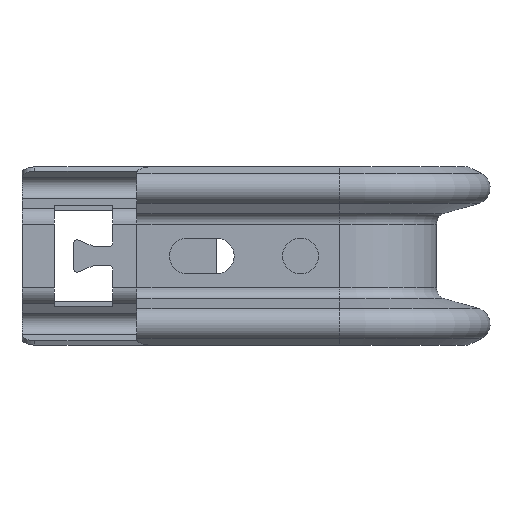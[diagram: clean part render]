
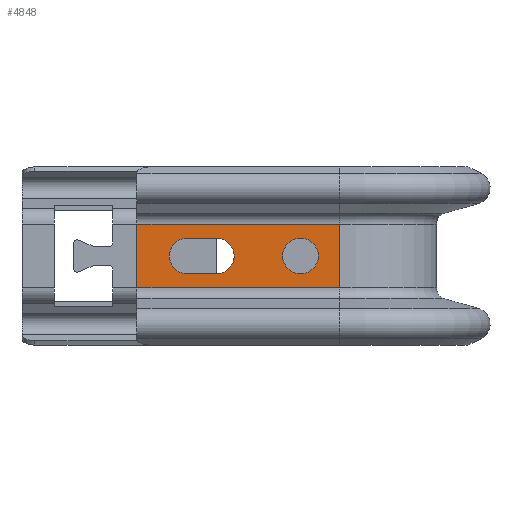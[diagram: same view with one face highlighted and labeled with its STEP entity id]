
A CAD part, front view. The second image highlights one B-rep face of the part: STEP entity #4848.
In plain terms, the highlighted planar face has unit normal (0, -1, 0).
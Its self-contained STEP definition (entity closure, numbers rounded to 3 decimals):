
#3 = ORIENTED_EDGE ( 'NONE', *, *, #3527, .T. ) ;
#32 = CARTESIAN_POINT ( 'NONE',  ( 98., -137., 9.862 ) ) ;
#153 = VERTEX_POINT ( 'NONE', #1214 ) ;
#188 = AXIS2_PLACEMENT_3D ( 'NONE', #4203, #2695, #1980 ) ;
#201 = VERTEX_POINT ( 'NONE', #32 ) ;
#235 = EDGE_CURVE ( 'NONE', #2456, #3270, #2821, .T. ) ;
#276 = VECTOR ( 'NONE', #3701, 1000. ) ;
#300 = ORIENTED_EDGE ( 'NONE', *, *, #828, .F. ) ;
#400 = EDGE_CURVE ( 'NONE', #3475, #2456, #2068, .T. ) ;
#602 = CARTESIAN_POINT ( 'NONE',  ( 60., -137., 5.5 ) ) ;
#667 = EDGE_CURVE ( 'NONE', #3331, #3475, #3124, .T. ) ;
#677 = CARTESIAN_POINT ( 'NONE',  ( 35.5, -137., 9.862 ) ) ;
#766 = ORIENTED_EDGE ( 'NONE', *, *, #1495, .F. ) ;
#828 = EDGE_CURVE ( 'NONE', #153, #3352, #4425, .T. ) ;
#894 = VECTOR ( 'NONE', #1681, 1000. ) ;
#980 = DIRECTION ( 'NONE',  ( 1., 0., 0. ) ) ;
#1070 = FACE_BOUND ( 'NONE', #3055, .T. ) ;
#1074 = CIRCLE ( 'NONE', #2726, 5.5 ) ;
#1076 = ORIENTED_EDGE ( 'NONE', *, *, #2449, .F. ) ;
#1095 = ORIENTED_EDGE ( 'NONE', *, *, #667, .F. ) ;
#1121 = ORIENTED_EDGE ( 'NONE', *, *, #400, .F. ) ;
#1207 = DIRECTION ( 'NONE',  ( 0., -1., 0. ) ) ;
#1214 = CARTESIAN_POINT ( 'NONE',  ( 91.5, -137., 0. ) ) ;
#1222 = AXIS2_PLACEMENT_3D ( 'NONE', #1694, #3238, #2014 ) ;
#1361 = DIRECTION ( 'NONE',  ( 0., -1., 0. ) ) ;
#1416 = DIRECTION ( 'NONE',  ( 1., 0., 0. ) ) ;
#1447 = FACE_OUTER_BOUND ( 'NONE', #3177, .T. ) ;
#1495 = EDGE_CURVE ( 'NONE', #3352, #153, #2796, .T. ) ;
#1498 = CARTESIAN_POINT ( 'NONE',  ( 98., -137., 9.862 ) ) ;
#1532 = CARTESIAN_POINT ( 'NONE',  ( 60., -137., -5.5 ) ) ;
#1651 = EDGE_CURVE ( 'NONE', #4723, #3724, #3291, .T. ) ;
#1681 = DIRECTION ( 'NONE',  ( -1., 0., 0. ) ) ;
#1694 = CARTESIAN_POINT ( 'NONE',  ( 86., -137., 0. ) ) ;
#1707 = CARTESIAN_POINT ( 'NONE',  ( 51., -137., 5.5 ) ) ;
#1813 = DIRECTION ( 'NONE',  ( -1., 0., 0. ) ) ;
#1823 = DIRECTION ( 'NONE',  ( 0., 0., 1. ) ) ;
#1890 = FACE_BOUND ( 'NONE', #3641, .T. ) ;
#1939 = EDGE_CURVE ( 'NONE', #201, #3724, #3157, .T. ) ;
#1980 = DIRECTION ( 'NONE',  ( 1., 0., 0. ) ) ;
#2014 = DIRECTION ( 'NONE',  ( 1., 0., 0. ) ) ;
#2048 = CARTESIAN_POINT ( 'NONE',  ( 60., -137., 0. ) ) ;
#2068 = CIRCLE ( 'NONE', #3786, 5.5 ) ;
#2183 = PLANE ( 'NONE',  #4141 ) ;
#2186 = CARTESIAN_POINT ( 'NONE',  ( 80.5, -137., 0. ) ) ;
#2192 = VECTOR ( 'NONE', #1823, 1000. ) ;
#2199 = CARTESIAN_POINT ( 'NONE',  ( 60., -137., 0. ) ) ;
#2255 = LINE ( 'NONE', #4137, #2192 ) ;
#2424 = CARTESIAN_POINT ( 'NONE',  ( 98., -137., 9.862 ) ) ;
#2449 = EDGE_CURVE ( 'NONE', #3766, #3331, #1074, .T. ) ;
#2456 = VERTEX_POINT ( 'NONE', #3538 ) ;
#2575 = AXIS2_PLACEMENT_3D ( 'NONE', #2199, #3690, #1416 ) ;
#2595 = DIRECTION ( 'NONE',  ( 1., 0., 0. ) ) ;
#2654 = VECTOR ( 'NONE', #1813, 1000. ) ;
#2695 = DIRECTION ( 'NONE',  ( 0., -1., 0. ) ) ;
#2704 = VECTOR ( 'NONE', #4719, 1000. ) ;
#2726 = AXIS2_PLACEMENT_3D ( 'NONE', #2048, #1361, #980 ) ;
#2775 = LINE ( 'NONE', #4259, #2654 ) ;
#2779 = EDGE_CURVE ( 'NONE', #4114, #4723, #2775, .T. ) ;
#2793 = CARTESIAN_POINT ( 'NONE',  ( 35.5, -137., 9.862 ) ) ;
#2796 = CIRCLE ( 'NONE', #1222, 5.5 ) ;
#2821 = LINE ( 'NONE', #3253, #2704 ) ;
#2962 = DIRECTION ( 'NONE',  ( 0., 0., -1. ) ) ;
#3011 = CARTESIAN_POINT ( 'NONE',  ( 51., -137., 5.5 ) ) ;
#3055 = EDGE_LOOP ( 'NONE', ( #300, #766 ) ) ;
#3124 = LINE ( 'NONE', #1707, #894 ) ;
#3125 = CARTESIAN_POINT ( 'NONE',  ( 98., -137., -9.862 ) ) ;
#3157 = LINE ( 'NONE', #2424, #4274 ) ;
#3177 = EDGE_LOOP ( 'NONE', ( #3956, #4082, #3375, #3 ) ) ;
#3191 = EDGE_CURVE ( 'NONE', #3270, #3766, #4209, .T. ) ;
#3208 = CARTESIAN_POINT ( 'NONE',  ( 65.5, -137., 0. ) ) ;
#3238 = DIRECTION ( 'NONE',  ( 0., -1., 0. ) ) ;
#3253 = CARTESIAN_POINT ( 'NONE',  ( 51., -137., -5.5 ) ) ;
#3270 = VERTEX_POINT ( 'NONE', #1532 ) ;
#3291 = LINE ( 'NONE', #677, #276 ) ;
#3331 = VERTEX_POINT ( 'NONE', #602 ) ;
#3352 = VERTEX_POINT ( 'NONE', #2186 ) ;
#3375 = ORIENTED_EDGE ( 'NONE', *, *, #2779, .F. ) ;
#3376 = CARTESIAN_POINT ( 'NONE',  ( 51., -137., 0. ) ) ;
#3475 = VERTEX_POINT ( 'NONE', #3011 ) ;
#3512 = ORIENTED_EDGE ( 'NONE', *, *, #235, .F. ) ;
#3527 = EDGE_CURVE ( 'NONE', #4114, #201, #2255, .T. ) ;
#3538 = CARTESIAN_POINT ( 'NONE',  ( 51., -137., -5.5 ) ) ;
#3641 = EDGE_LOOP ( 'NONE', ( #1121, #1095, #1076, #4153, #3512 ) ) ;
#3670 = DIRECTION ( 'NONE',  ( 0., -1., 0. ) ) ;
#3690 = DIRECTION ( 'NONE',  ( 0., -1., 0. ) ) ;
#3701 = DIRECTION ( 'NONE',  ( 0., 0., 1. ) ) ;
#3724 = VERTEX_POINT ( 'NONE', #2793 ) ;
#3766 = VERTEX_POINT ( 'NONE', #3208 ) ;
#3786 = AXIS2_PLACEMENT_3D ( 'NONE', #3376, #3670, #2595 ) ;
#3956 = ORIENTED_EDGE ( 'NONE', *, *, #1939, .T. ) ;
#4082 = ORIENTED_EDGE ( 'NONE', *, *, #1651, .F. ) ;
#4114 = VERTEX_POINT ( 'NONE', #3125 ) ;
#4137 = CARTESIAN_POINT ( 'NONE',  ( 98., -137., 9.862 ) ) ;
#4141 = AXIS2_PLACEMENT_3D ( 'NONE', #1498, #1207, #2962 ) ;
#4153 = ORIENTED_EDGE ( 'NONE', *, *, #3191, .F. ) ;
#4203 = CARTESIAN_POINT ( 'NONE',  ( 86., -137., 0. ) ) ;
#4209 = CIRCLE ( 'NONE', #2575, 5.5 ) ;
#4259 = CARTESIAN_POINT ( 'NONE',  ( 98., -137., -9.862 ) ) ;
#4274 = VECTOR ( 'NONE', #4601, 1000. ) ;
#4425 = CIRCLE ( 'NONE', #188, 5.5 ) ;
#4601 = DIRECTION ( 'NONE',  ( -1., 0., 0. ) ) ;
#4719 = DIRECTION ( 'NONE',  ( 1., 0., 0. ) ) ;
#4723 = VERTEX_POINT ( 'NONE', #4858 ) ;
#4848 = ADVANCED_FACE ( 'NONE', ( #1890, #1070, #1447 ), #2183, .T. ) ;
#4858 = CARTESIAN_POINT ( 'NONE',  ( 35.5, -137., -9.862 ) ) ;
